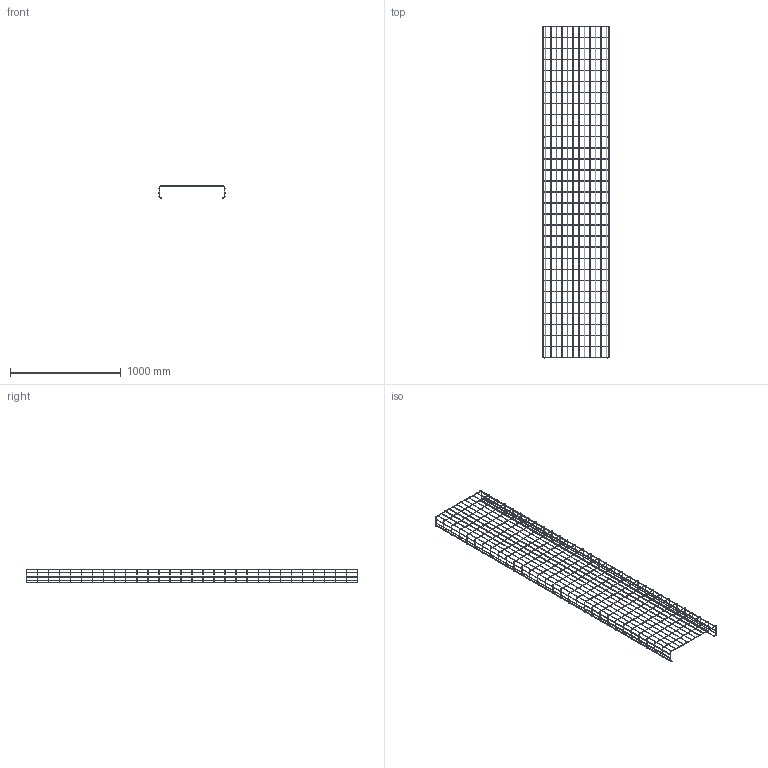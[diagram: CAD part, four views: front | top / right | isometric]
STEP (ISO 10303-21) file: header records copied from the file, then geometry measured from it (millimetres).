
FILE_DESCRIPTION((''),'2;1');
FILE_NAME('910360_PRT','2018-11-07T13:26:57',('tomasz.grudniewski'),(''),'CREO PARAMETRIC BY PTC INC, 2018260','CREO PARAMETRIC BY PTC INC, 2018260','');
FILE_SCHEMA(('CONFIG_CONTROL_DESIGN'));
Length unit declared in the file: millimetre
Products named in the file (1): 910360_PRT
Bounding box: 600 x 3004.5 x 118 mm (x, y, z)
Volume: 1362319.4 mm3; surface area: 1212281.6 mm2
Topology: 51 solids, 51 shells, 904 faces, 1706 edges, 904 vertices
Faces by surface type: cylinder 350, torus 248, bspline 124, plane 102, cone 80
Entity records: 36416 total; most frequent: CARTESIAN_POINT 18766, DIRECTION 3922, ORIENTED_EDGE 3412, EDGE_CURVE 1706, AXIS2_PLACEMENT_3D 1684, VERTEX_POINT 904, EDGE_LOOP 904, FACE_OUTER_BOUND 904
